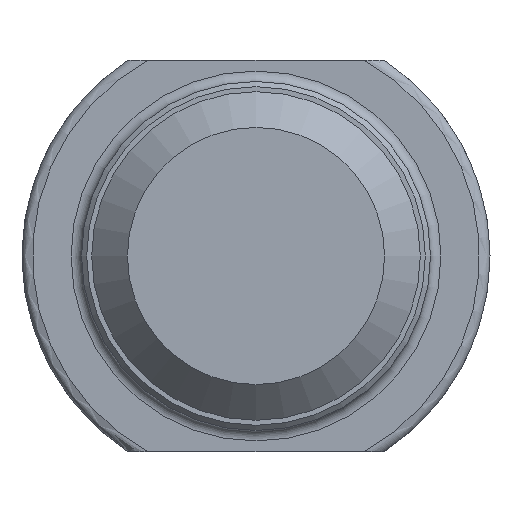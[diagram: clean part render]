
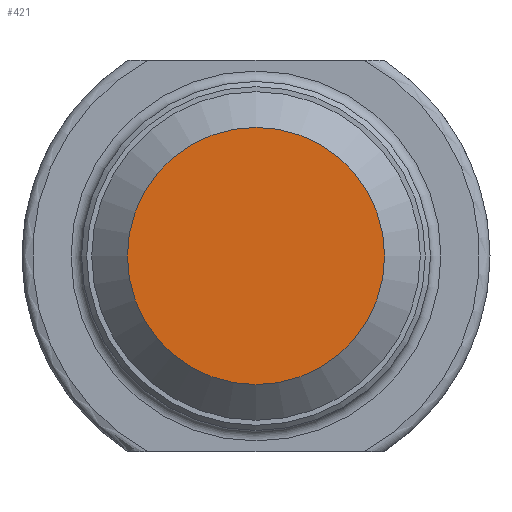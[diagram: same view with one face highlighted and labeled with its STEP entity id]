
A CAD part, left-side view. The second image highlights one B-rep face of the part: STEP entity #421.
In plain terms, the highlighted planar face has unit normal (-1, 0, 0).
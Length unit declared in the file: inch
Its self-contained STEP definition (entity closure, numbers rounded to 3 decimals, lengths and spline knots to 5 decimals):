
#67=CIRCLE('',#489,0.2465);
#95=FACE_OUTER_BOUND('',#124,.T.);
#124=EDGE_LOOP('',(#366));
#207=VERTEX_POINT('',#794);
#261=EDGE_CURVE('',#207,#207,#67,.T.);
#366=ORIENTED_EDGE('',*,*,#261,.F.);
#400=PLANE('',#488);
#421=ADVANCED_FACE('',(#95),#400,.T.);
#488=AXIS2_PLACEMENT_3D('',#793,#611,#612);
#489=AXIS2_PLACEMENT_3D('',#795,#613,#614);
#611=DIRECTION('center_axis',(-1.,0.,0.));
#612=DIRECTION('ref_axis',(0.,0.,1.));
#613=DIRECTION('center_axis',(1.,0.,0.));
#614=DIRECTION('ref_axis',(0.,0.,-1.));
#793=CARTESIAN_POINT('Origin',(0.,0.2465,0.));
#794=CARTESIAN_POINT('',(0.,-0.2465,0.));
#795=CARTESIAN_POINT('Origin',(0.,0.,0.));
